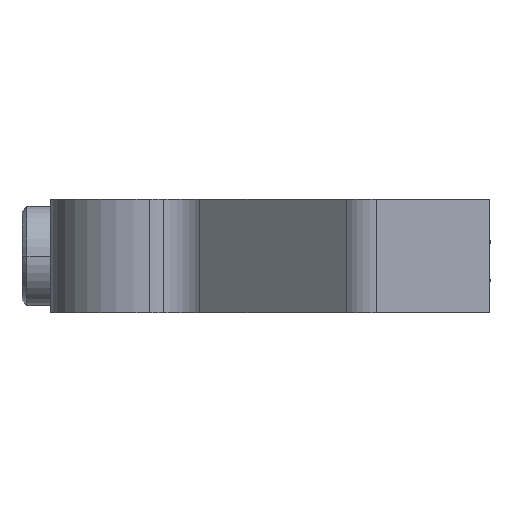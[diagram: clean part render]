
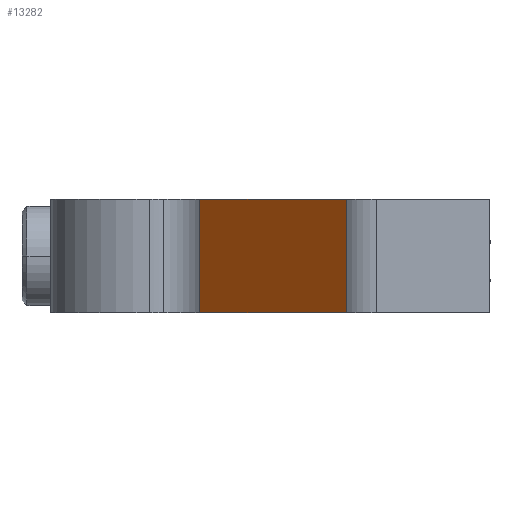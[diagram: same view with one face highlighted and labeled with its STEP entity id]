
A CAD part, left-side view. The second image highlights one B-rep face of the part: STEP entity #13282.
In plain terms, the highlighted planar face has unit normal (-0.707, 0.707, 0).
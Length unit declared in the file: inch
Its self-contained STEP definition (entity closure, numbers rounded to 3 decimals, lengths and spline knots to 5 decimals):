
#493 = CARTESIAN_POINT ( 'NONE',  ( -0.71344, -0.5464, 0.31496 ) ) ;
#1224 = LINE ( 'NONE', #15734, #6753 ) ;
#2105 = EDGE_CURVE ( 'NONE', #11545, #18048, #3772, .T. ) ;
#3021 = CARTESIAN_POINT ( 'NONE',  ( -0.74803, -0.581, 0. ) ) ;
#3772 = LINE ( 'NONE', #8462, #6666 ) ;
#3900 = PLANE ( 'NONE',  #15245 ) ;
#4036 = EDGE_CURVE ( 'NONE', #18269, #6315, #7750, .T. ) ;
#4096 = DIRECTION ( 'NONE',  ( -0.707, -0.707, 0. ) ) ;
#6297 = EDGE_LOOP ( 'NONE', ( #6654, #7079, #16396, #7132 ) ) ;
#6315 = VERTEX_POINT ( 'NONE', #13577 ) ;
#6445 = CARTESIAN_POINT ( 'NONE',  ( -0.30623, -0.13919, 0.31496 ) ) ;
#6568 = VECTOR ( 'NONE', #14654, 39.37008 ) ;
#6654 = ORIENTED_EDGE ( 'NONE', *, *, #4036, .T. ) ;
#6666 = VECTOR ( 'NONE', #4096, 39.37008 ) ;
#6753 = VECTOR ( 'NONE', #8631, 39.37008 ) ;
#6830 = DIRECTION ( 'NONE',  ( 0.707, -0.707, 0. ) ) ;
#7079 = ORIENTED_EDGE ( 'NONE', *, *, #9529, .T. ) ;
#7132 = ORIENTED_EDGE ( 'NONE', *, *, #10352, .T. ) ;
#7750 = LINE ( 'NONE', #3021, #16664 ) ;
#8017 = CARTESIAN_POINT ( 'NONE',  ( -0.74803, -0.581, 0.31496 ) ) ;
#8462 = CARTESIAN_POINT ( 'NONE',  ( -0.74803, -0.581, 0.31496 ) ) ;
#8631 = DIRECTION ( 'NONE',  ( 0., 0., -1. ) ) ;
#9529 = EDGE_CURVE ( 'NONE', #6315, #18048, #9901, .T. ) ;
#9901 = LINE ( 'NONE', #16020, #6568 ) ;
#10352 = EDGE_CURVE ( 'NONE', #11545, #18269, #1224, .T. ) ;
#11545 = VERTEX_POINT ( 'NONE', #6445 ) ;
#12380 = CARTESIAN_POINT ( 'NONE',  ( -0.30623, -0.13919, 0. ) ) ;
#12974 = DIRECTION ( 'NONE',  ( -0.707, -0.707, 0. ) ) ;
#13282 = ADVANCED_FACE ( 'NONE', ( #14452 ), #3900, .F. ) ;
#13577 = CARTESIAN_POINT ( 'NONE',  ( -0.71344, -0.5464, 0. ) ) ;
#13926 = DIRECTION ( 'NONE',  ( 0.707, 0.707, 0. ) ) ;
#14452 = FACE_OUTER_BOUND ( 'NONE', #6297, .T. ) ;
#14654 = DIRECTION ( 'NONE',  ( 0., 0., 1. ) ) ;
#15245 = AXIS2_PLACEMENT_3D ( 'NONE', #8017, #6830, #13926 ) ;
#15734 = CARTESIAN_POINT ( 'NONE',  ( -0.30623, -0.13919, 0. ) ) ;
#16020 = CARTESIAN_POINT ( 'NONE',  ( -0.71344, -0.5464, 0.31496 ) ) ;
#16396 = ORIENTED_EDGE ( 'NONE', *, *, #2105, .F. ) ;
#16664 = VECTOR ( 'NONE', #12974, 39.37008 ) ;
#18048 = VERTEX_POINT ( 'NONE', #493 ) ;
#18269 = VERTEX_POINT ( 'NONE', #12380 ) ;
